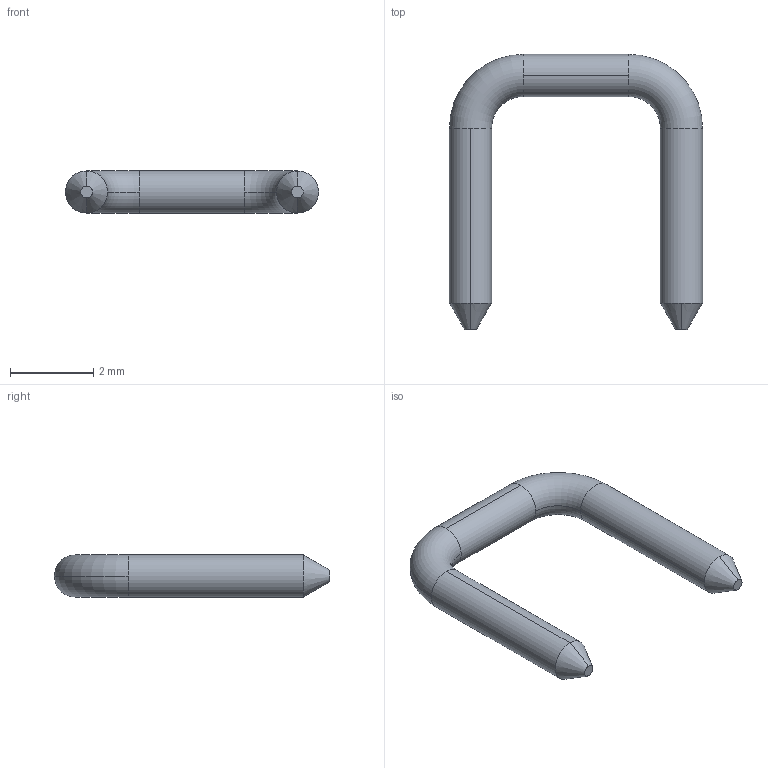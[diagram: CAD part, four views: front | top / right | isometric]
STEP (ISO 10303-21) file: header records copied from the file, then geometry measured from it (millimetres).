
FILE_DESCRIPTION (( 'STEP AP214' ), '1' );
FILE_NAME ('1430-1.STEP', '2007-12-18T20:10:00', ( 'Richard Maletta' ), ( '' ), 'SwSTEP 2.0', 'SolidWorks 2007', '' );
FILE_SCHEMA (( 'AUTOMOTIVE_DESIGN' ));
Length unit declared in the file: inch
Products named in the file (1): 1430-1
Bounding box: 6.1 x 6.63 x 1.02 mm (x, y, z)
Volume: 12.6 mm3; surface area: 50.9 mm2
Topology: 1 solids, 1 shells, 16 faces, 38 edges, 24 vertices
Faces by surface type: cylinder 6, torus 4, cone 4, plane 2
Entity records: 713 total; most frequent: DIRECTION 100, CARTESIAN_POINT 79, ORIENTED_EDGE 76, AXIS2_PLACEMENT_3D 45, EDGE_CURVE 38, CIRCLE 28, VERTEX_POINT 24, DIMENSIONAL_EXPONENTS 18
